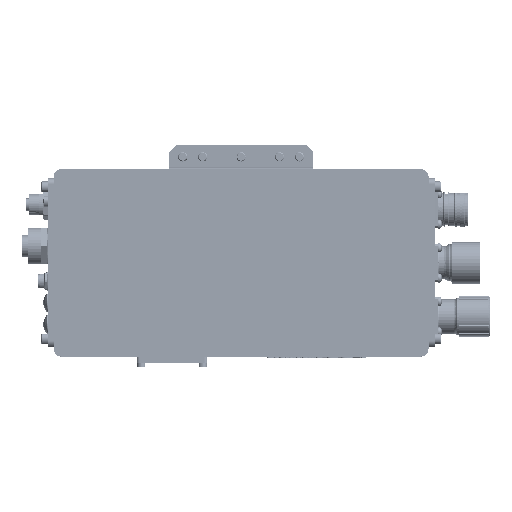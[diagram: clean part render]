
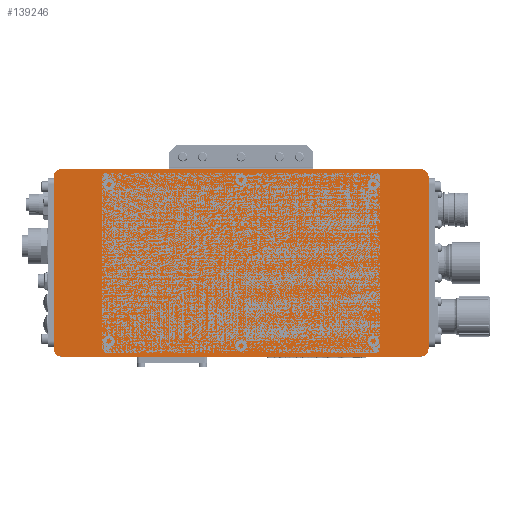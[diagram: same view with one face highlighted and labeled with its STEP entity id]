
A CAD part, top view. The second image highlights one B-rep face of the part: STEP entity #139246.
In plain terms, the highlighted planar face has unit normal (0, 0, 1).
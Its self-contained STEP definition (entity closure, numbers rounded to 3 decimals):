
#70 = VERTEX_POINT ( 'NONE', #80402 ) ;
#1367 = DIRECTION ( 'NONE',  ( 0., 0., -1. ) ) ;
#3194 = CARTESIAN_POINT ( 'NONE',  ( 122., -13., 50. ) ) ;
#3744 = AXIS2_PLACEMENT_3D ( 'NONE', #24996, #116860, #23790 ) ;
#9264 = EDGE_CURVE ( 'NONE', #119987, #149548, #124873, .T. ) ;
#15203 = AXIS2_PLACEMENT_3D ( 'NONE', #98956, #80515, #59727 ) ;
#17014 = CARTESIAN_POINT ( 'NONE',  ( 117., -8., 50. ) ) ;
#18961 = VERTEX_POINT ( 'NONE', #232424 ) ;
#19366 = CARTESIAN_POINT ( 'NONE',  ( 117., -13., 50. ) ) ;
#20858 = ORIENTED_EDGE ( 'NONE', *, *, #102817, .T. ) ;
#23790 = DIRECTION ( 'NONE',  ( -1., 0., 0. ) ) ;
#24996 = CARTESIAN_POINT ( 'NONE',  ( 117., -125., 50. ) ) ;
#30893 = CARTESIAN_POINT ( 'NONE',  ( -122., -13., 50. ) ) ;
#32363 = EDGE_CURVE ( 'NONE', #128252, #70, #226803, .T. ) ;
#33211 = VECTOR ( 'NONE', #77772, 1000. ) ;
#38166 = CARTESIAN_POINT ( 'NONE',  ( -122., -125., 50. ) ) ;
#48234 = VERTEX_POINT ( 'NONE', #17014 ) ;
#52789 = DIRECTION ( 'NONE',  ( 0., 0., 1. ) ) ;
#56861 = CARTESIAN_POINT ( 'NONE',  ( 47., -8., 50. ) ) ;
#59727 = DIRECTION ( 'NONE',  ( -1., 0., 0. ) ) ;
#61358 = CARTESIAN_POINT ( 'NONE',  ( -117., -8., 50. ) ) ;
#65318 = VERTEX_POINT ( 'NONE', #237888 ) ;
#69001 = ORIENTED_EDGE ( 'NONE', *, *, #166997, .T. ) ;
#70910 = EDGE_CURVE ( 'NONE', #18961, #48234, #230545, .T. ) ;
#72050 = CARTESIAN_POINT ( 'NONE',  ( 117., -130., 50. ) ) ;
#77772 = DIRECTION ( 'NONE',  ( 0., 1., 0. ) ) ;
#80402 = CARTESIAN_POINT ( 'NONE',  ( -122., -125., 50. ) ) ;
#80515 = DIRECTION ( 'NONE',  ( 0., 0., 1. ) ) ;
#82505 = EDGE_LOOP ( 'NONE', ( #191907, #158375, #145766, #93396, #20858, #202132, #69001, #123183 ) ) ;
#86513 = VECTOR ( 'NONE', #141246, 1000. ) ;
#91022 = VECTOR ( 'NONE', #187477, 1000. ) ;
#93396 = ORIENTED_EDGE ( 'NONE', *, *, #142128, .T. ) ;
#98598 = VERTEX_POINT ( 'NONE', #61358 ) ;
#98956 = CARTESIAN_POINT ( 'NONE',  ( -117., -125., 50. ) ) ;
#101017 = EDGE_CURVE ( 'NONE', #48234, #98598, #224789, .T. ) ;
#102817 = EDGE_CURVE ( 'NONE', #65318, #119987, #122956, .T. ) ;
#114882 = CIRCLE ( 'NONE', #208593, 5. ) ;
#116860 = DIRECTION ( 'NONE',  ( 0., 0., 1. ) ) ;
#119987 = VERTEX_POINT ( 'NONE', #72050 ) ;
#122956 = LINE ( 'NONE', #160752, #86513 ) ;
#123183 = ORIENTED_EDGE ( 'NONE', *, *, #70910, .T. ) ;
#124873 = CIRCLE ( 'NONE', #3744, 5. ) ;
#128252 = VERTEX_POINT ( 'NONE', #30893 ) ;
#139246 = ADVANCED_FACE ( 'NONE', ( #179034 ), #195057, .F. ) ;
#141246 = DIRECTION ( 'NONE',  ( 1., 0., 0. ) ) ;
#142128 = EDGE_CURVE ( 'NONE', #70, #65318, #152008, .T. ) ;
#145766 = ORIENTED_EDGE ( 'NONE', *, *, #32363, .T. ) ;
#148216 = DIRECTION ( 'NONE',  ( -1., 0., 0. ) ) ;
#149548 = VERTEX_POINT ( 'NONE', #177502 ) ;
#152008 = CIRCLE ( 'NONE', #15203, 5. ) ;
#158375 = ORIENTED_EDGE ( 'NONE', *, *, #220084, .T. ) ;
#158721 = DIRECTION ( 'NONE',  ( -1., 0., 0. ) ) ;
#160752 = CARTESIAN_POINT ( 'NONE',  ( 117., -130., 50. ) ) ;
#165429 = DIRECTION ( 'NONE',  ( -1., 0., 0. ) ) ;
#166997 = EDGE_CURVE ( 'NONE', #149548, #18961, #170838, .T. ) ;
#170838 = LINE ( 'NONE', #3194, #33211 ) ;
#171552 = AXIS2_PLACEMENT_3D ( 'NONE', #19366, #216437, #158721 ) ;
#177502 = CARTESIAN_POINT ( 'NONE',  ( 122., -125., 50. ) ) ;
#179034 = FACE_OUTER_BOUND ( 'NONE', #82505, .T. ) ;
#187477 = DIRECTION ( 'NONE',  ( 0., -1., 0. ) ) ;
#191907 = ORIENTED_EDGE ( 'NONE', *, *, #101017, .T. ) ;
#195057 = PLANE ( 'NONE',  #205507 ) ;
#202132 = ORIENTED_EDGE ( 'NONE', *, *, #9264, .T. ) ;
#203486 = CARTESIAN_POINT ( 'NONE',  ( -117., -13., 50. ) ) ;
#205507 = AXIS2_PLACEMENT_3D ( 'NONE', #221913, #1367, #148216 ) ;
#208593 = AXIS2_PLACEMENT_3D ( 'NONE', #203486, #52789, #165429 ) ;
#216437 = DIRECTION ( 'NONE',  ( 0., 0., 1. ) ) ;
#218501 = VECTOR ( 'NONE', #240784, 1000. ) ;
#220084 = EDGE_CURVE ( 'NONE', #98598, #128252, #114882, .T. ) ;
#221913 = CARTESIAN_POINT ( 'NONE',  ( 117., -125., 50. ) ) ;
#224789 = LINE ( 'NONE', #56861, #218501 ) ;
#226803 = LINE ( 'NONE', #38166, #91022 ) ;
#230545 = CIRCLE ( 'NONE', #171552, 5. ) ;
#232424 = CARTESIAN_POINT ( 'NONE',  ( 122., -13., 50. ) ) ;
#237888 = CARTESIAN_POINT ( 'NONE',  ( -117., -130., 50. ) ) ;
#240784 = DIRECTION ( 'NONE',  ( -1., 0., 0. ) ) ;
